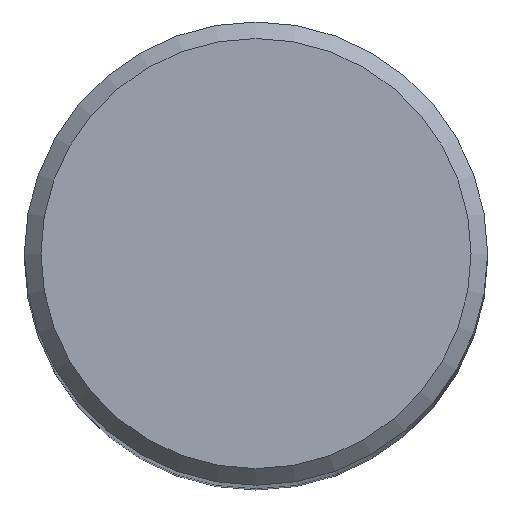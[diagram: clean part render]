
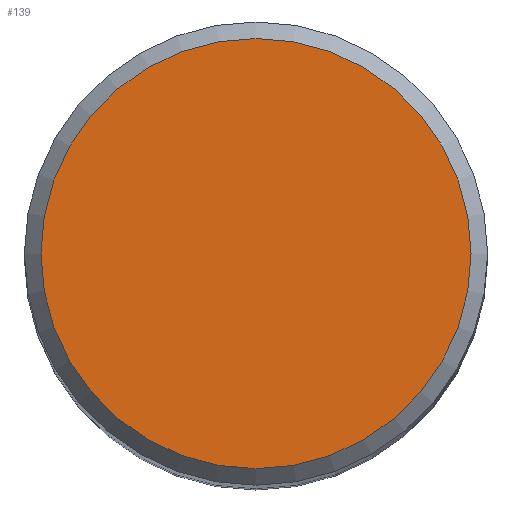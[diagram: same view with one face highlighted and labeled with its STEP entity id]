
A CAD part, top view. The second image highlights one B-rep face of the part: STEP entity #139.
In plain terms, the highlighted planar face has unit normal (0, 0, 1).
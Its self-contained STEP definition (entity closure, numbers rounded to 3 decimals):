
#4 = CARTESIAN_POINT ( 'NONE',  ( 0., 0., 83. ) ) ;
#7 = DIRECTION ( 'NONE',  ( 0., 0., -1. ) ) ;
#60 = ORIENTED_EDGE ( 'NONE', *, *, #74, .F. ) ;
#64 = DIRECTION ( 'NONE',  ( 0., 1., 0. ) ) ;
#74 = EDGE_CURVE ( 'NONE', #88, #88, #179, .T. ) ;
#86 = DIRECTION ( 'NONE',  ( 0., 1., 0. ) ) ;
#87 = AXIS2_PLACEMENT_3D ( 'NONE', #129, #7, #64 ) ;
#88 = VERTEX_POINT ( 'NONE', #106 ) ;
#97 = EDGE_LOOP ( 'NONE', ( #60 ) ) ;
#106 = CARTESIAN_POINT ( 'NONE',  ( 0., 6.5, 83. ) ) ;
#127 = PLANE ( 'NONE',  #159 ) ;
#129 = CARTESIAN_POINT ( 'NONE',  ( 0., 0., 83. ) ) ;
#139 = ADVANCED_FACE ( 'NONE', ( #156 ), #127, .F. ) ;
#156 = FACE_OUTER_BOUND ( 'NONE', #97, .T. ) ;
#159 = AXIS2_PLACEMENT_3D ( 'NONE', #4, #172, #86 ) ;
#172 = DIRECTION ( 'NONE',  ( 0., 0., -1. ) ) ;
#179 = CIRCLE ( 'NONE', #87, 6.5 ) ;
